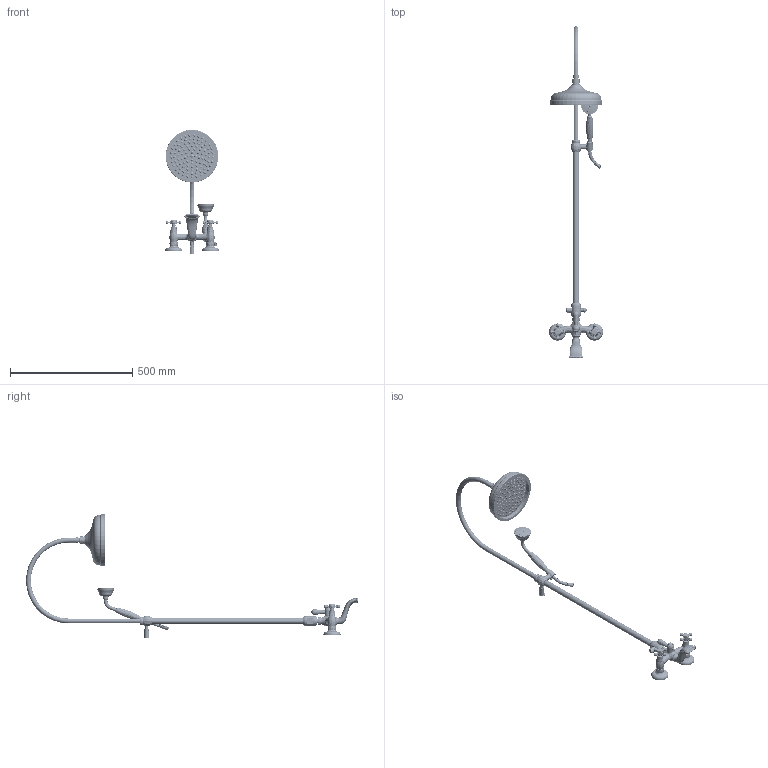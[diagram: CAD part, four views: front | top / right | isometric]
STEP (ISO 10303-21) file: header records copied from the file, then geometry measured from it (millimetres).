
FILE_DESCRIPTION((''),'2;1');
FILE_NAME('ZCOL000CR-022L_ASM','2021-09-23T13:07:24',('ut3'),('PAFFONI SpA'),'CREO PARAMETRIC BY PTC INC, 2020044','CREO PARAMETRIC BY PTC INC, 2020044','');
FILE_SCHEMA(('CONFIG_CONTROL_DESIGN','SHAPE_APPEARANCE_LAYERS_GROUPS'));
Products named in the file (55): 3021153TO; 3021126TOBU; 1000021GR; 1000113CR; 1000145GR; 1000022GR; 2042657GR; 2092247_AF0; 5002117CR_ASM; 2041246GR; 1000118GR; 1000119GR; 4051030CR_ASM; 2051079CR; 2051079CR_AF0; 2041011GR; 2092033_AF0; 5003009CR_ASM; 2041484GR; 4061002KA-CR; 2091168; 4061002KA-CR_ASM; 2041874GR; FBLV022CRS-F_ASM; 4071700CR_A; 4071700CR_B; 2041955GR; 4071700CR_C; 4111012_A; 4111133CR_A; 4111012_C; 4111012_D; 4111012_E; 2092232_AF0; 2092086_AF0; 2092086_AF1; 4111012_F_AF1; 4111133CR_ASM; 4071700CR_D_AF0; 4071700CR_E ...
Assembly tree (62 placements, depth 4):
  ZCOL000CR-022L_ASM
    FBLV022CRS-F_ASM
      3021153TO
      3021126TOBU
      1000021GR
      1000113CR
      1000145GR
      1000022GR
      5002117CR_ASM
        2042657GR
        2092247_AF0
      2041246GR  x2
      4051030CR_ASM  x2
        1000118GR
        1000119GR
      2051079CR
      2051079CR_AF0
      5003009CR_ASM  x2
        2041011GR
        2092033_AF0
      2041484GR  x2
      4061002KA-CR_ASM  x2
        4061002KA-CR
        2091168
      2041874GR
    4071700CR-L_ASM
      4071700CR_A
      4071700CR_B
      2041955GR
      4071700CR_C
      4111133CR_ASM
        4111012_A
        4111133CR_A
        4111012_C
        4111012_D
        4111012_E
        2092232_AF0
        2092086_AF0
        2092086_AF1
        4111012_F_AF1
      4071700CR_D_AF0
      4071700CR_E
      4071700CR_F
    4071721CR
    4071715CR
    4071003CRDG
    4071246CR_ASM
      1000303GR
      1000300GR
      1000301GR
      1000302GR
      1000304GR
      1000299GR
      1000185GR
    2051022
Bounding box: 220 x 1355.07 x 507.5 mm (x, y, z)
Volume: 1859919.2 mm3; surface area: 569345.1 mm2
Topology: 62 solids, 136 shells, 4080 faces, 9770 edges, 6133 vertices
Faces by surface type: cylinder 1321, plane 1243, bspline 689, cone 397, torus 348, sphere 54, revolution 28
Entity records: 209903 total; most frequent: CARTESIAN_POINT 98867, ORIENTED_EDGE 16927, DIRECTION 16732, PRESENTATION_STYLE_ASSIGNMENT 8994, STYLED_ITEM 8984, EDGE_CURVE 8635, CURVE_STYLE 8621, AXIS2_PLACEMENT_3D 6964
